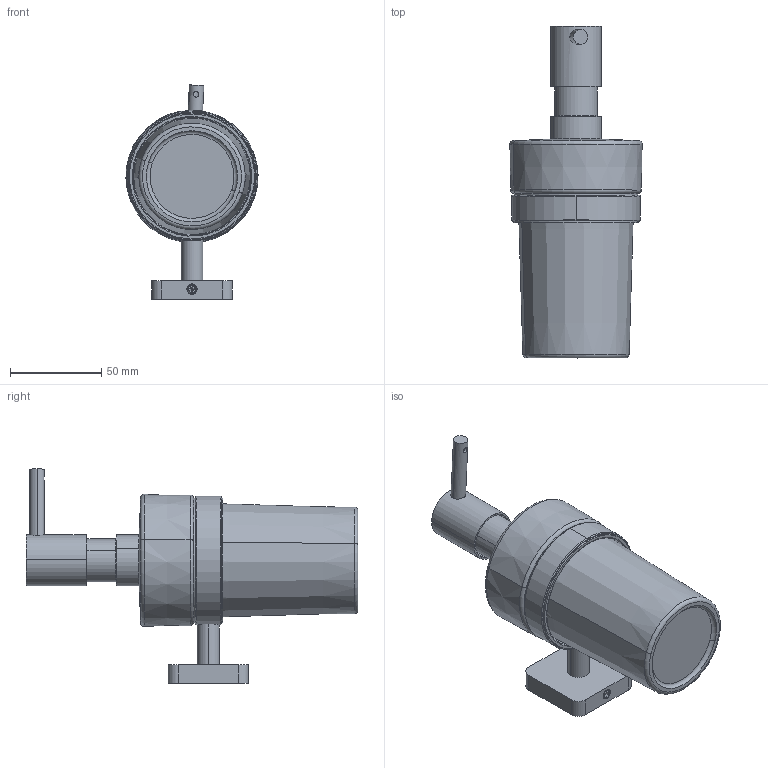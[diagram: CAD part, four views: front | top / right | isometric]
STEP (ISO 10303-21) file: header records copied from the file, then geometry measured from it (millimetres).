
FILE_DESCRIPTION (( 'STEP AP203' ), '1' );
FILE_NAME ('24821A-00-00.STEP', '2023-03-28T11:33:35', ( 'Windows User' ), ( 'P R C' ), 'SwSTEP 2.0', 'SolidWorks 2015', '' );
FILE_SCHEMA (( 'CONFIG_CONTROL_DESIGN' ));
Length unit declared in the file: millimetre
Products named in the file (1): 24821A-00-00
Bounding box: 72.42 x 181.82 x 117.39 mm (x, y, z)
Surface area: 56311.8 mm2 (no closed solid volume)
Topology: 0 solids, 15 shells, 162 faces, 442 edges, 294 vertices
Faces by surface type: plane 70, cylinder 55, torus 14, cone 14, bspline 8, sphere 1
Entity records: 5869 total; most frequent: CARTESIAN_POINT 1762, DIRECTION 859, ORIENTED_EDGE 767, EDGE_CURVE 437, AXIS2_PLACEMENT_3D 311, VERTEX_POINT 294, VECTOR 237, LINE 237
